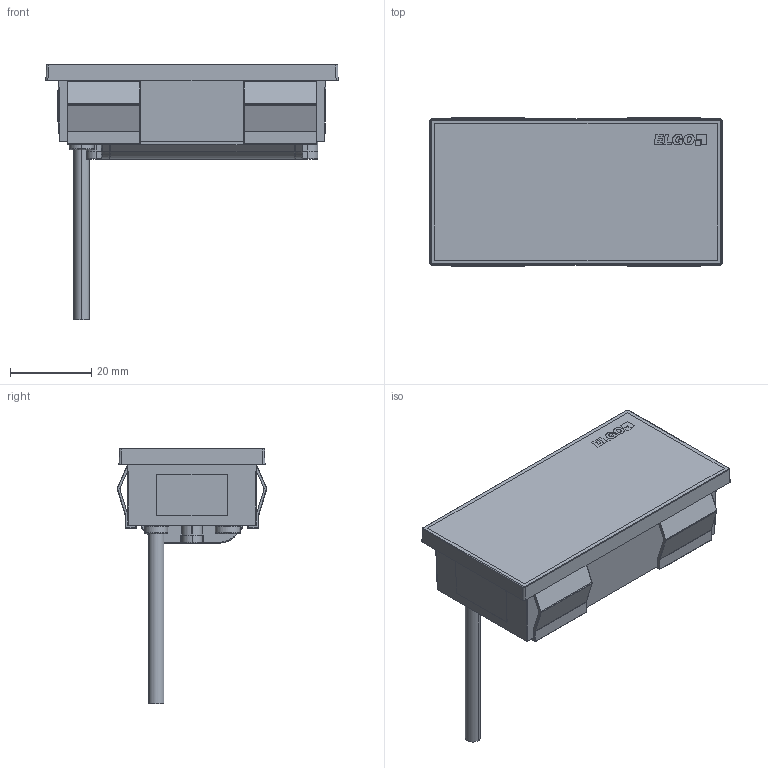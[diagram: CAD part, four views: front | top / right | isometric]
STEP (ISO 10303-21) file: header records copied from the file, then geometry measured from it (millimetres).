
FILE_DESCRIPTION (( 'STEP AP214' ), '1' );
FILE_NAME ('IZ14E-000-5-XX,X-0.STEP', '2013-12-18T16:04:19', ( '' ), ( '' ), 'SwSTEP 2.0', 'SolidWorks 2013', '' );
FILE_SCHEMA (( 'AUTOMOTIVE_DESIGN' ));
Length unit declared in the file: millimetre
Products named in the file (1): IZ14E-000-5-XX,X-0
Bounding box: 72 x 36.89 x 63 mm (x, y, z)
Volume: 45154.2 mm3; surface area: 15187.2 mm2
Topology: 1 solids, 1 shells, 748 faces, 2030 edges, 1314 vertices
Faces by surface type: plane 401, cylinder 138, bspline 129, torus 68, sphere 12
Entity records: 32118 total; most frequent: CARTESIAN_POINT 12024, ORIENTED_EDGE 4036, DIRECTION 3098, EDGE_CURVE 2018, VERTEX_POINT 1314, LINE 1258, VECTOR 1258, AXIS2_PLACEMENT_3D 920
